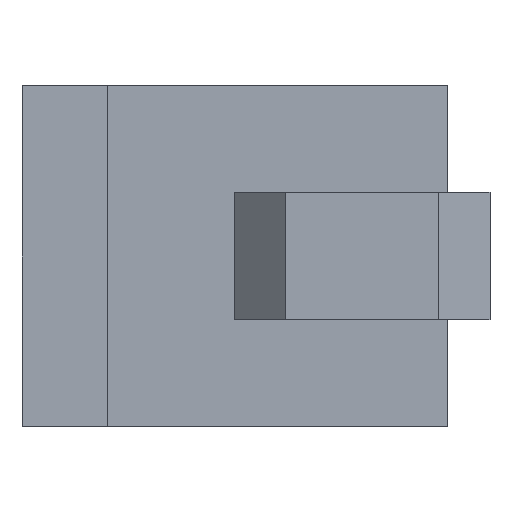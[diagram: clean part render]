
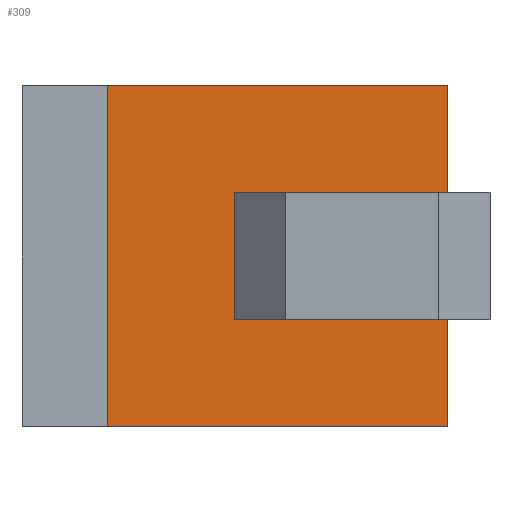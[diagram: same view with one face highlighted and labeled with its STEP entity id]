
A CAD part, front view. The second image highlights one B-rep face of the part: STEP entity #309.
In plain terms, the highlighted planar face has unit normal (0, -1, 0).
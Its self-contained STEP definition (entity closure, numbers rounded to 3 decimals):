
#107 = LINE ( 'NONE', #1933, #1788 ) ;
#309 = ADVANCED_FACE ( 'NONE', ( #4951, #1355 ), #7364, .F. ) ;
#494 = VERTEX_POINT ( 'NONE', #2360 ) ;
#564 = VECTOR ( 'NONE', #4505, 1000. ) ;
#713 = VERTEX_POINT ( 'NONE', #7123 ) ;
#748 = ORIENTED_EDGE ( 'NONE', *, *, #3900, .F. ) ;
#1028 = CARTESIAN_POINT ( 'NONE',  ( 5., 0., 10. ) ) ;
#1150 = CARTESIAN_POINT ( 'NONE',  ( 0.05, 0., 3.5 ) ) ;
#1250 = CARTESIAN_POINT ( 'NONE',  ( 5., 0., -10. ) ) ;
#1337 = ORIENTED_EDGE ( 'NONE', *, *, #4925, .T. ) ;
#1355 = FACE_OUTER_BOUND ( 'NONE', #4200, .T. ) ;
#1407 = CARTESIAN_POINT ( 'NONE',  ( 5., 0., 10. ) ) ;
#1481 = CARTESIAN_POINT ( 'NONE',  ( 4., 0., -3.5 ) ) ;
#1532 = VECTOR ( 'NONE', #4127, 1000. ) ;
#1553 = DIRECTION ( 'NONE',  ( -1., 0., 0. ) ) ;
#1597 = CIRCLE ( 'NONE', #7136, 3.95 ) ;
#1698 = VERTEX_POINT ( 'NONE', #1250 ) ;
#1713 = ORIENTED_EDGE ( 'NONE', *, *, #7231, .T. ) ;
#1788 = VECTOR ( 'NONE', #3780, 1000. ) ;
#1873 = CARTESIAN_POINT ( 'NONE',  ( 4., 0., -0.45 ) ) ;
#1923 = CIRCLE ( 'NONE', #3037, 3.95 ) ;
#1933 = CARTESIAN_POINT ( 'NONE',  ( -4., 0., 3.5 ) ) ;
#1963 = DIRECTION ( 'NONE',  ( 0., 1., 0. ) ) ;
#2127 = ORIENTED_EDGE ( 'NONE', *, *, #3217, .T. ) ;
#2360 = CARTESIAN_POINT ( 'NONE',  ( -0.05, 0., -3.5 ) ) ;
#2591 = DIRECTION ( 'NONE',  ( 1., 0., 0. ) ) ;
#2675 = DIRECTION ( 'NONE',  ( 0., 0., -1. ) ) ;
#2797 = VECTOR ( 'NONE', #5317, 1000. ) ;
#2940 = LINE ( 'NONE', #7625, #2797 ) ;
#2999 = DIRECTION ( 'NONE',  ( 0., 1., 0. ) ) ;
#3037 = AXIS2_PLACEMENT_3D ( 'NONE', #5506, #1963, #2591 ) ;
#3217 = EDGE_CURVE ( 'NONE', #4637, #4946, #7585, .T. ) ;
#3260 = DIRECTION ( 'NONE',  ( 0., 0., 1. ) ) ;
#3429 = EDGE_LOOP ( 'NONE', ( #1713, #4261, #5550, #7373, #1337, #3883 ) ) ;
#3731 = VERTEX_POINT ( 'NONE', #1150 ) ;
#3749 = DIRECTION ( 'NONE',  ( 0., 0., 1. ) ) ;
#3773 = VERTEX_POINT ( 'NONE', #7385 ) ;
#3780 = DIRECTION ( 'NONE',  ( 1., 0., 0. ) ) ;
#3798 = EDGE_CURVE ( 'NONE', #3773, #4968, #3823, .T. ) ;
#3823 = LINE ( 'NONE', #4488, #6356 ) ;
#3838 = DIRECTION ( 'NONE',  ( 0., 1., 0. ) ) ;
#3883 = ORIENTED_EDGE ( 'NONE', *, *, #4858, .T. ) ;
#3900 = EDGE_CURVE ( 'NONE', #4637, #1698, #2940, .T. ) ;
#3970 = EDGE_CURVE ( 'NONE', #4968, #3731, #107, .T. ) ;
#4127 = DIRECTION ( 'NONE',  ( -1., 0., 0. ) ) ;
#4200 = EDGE_LOOP ( 'NONE', ( #5963, #6197, #748, #2127 ) ) ;
#4261 = ORIENTED_EDGE ( 'NONE', *, *, #4657, .T. ) ;
#4419 = CARTESIAN_POINT ( 'NONE',  ( -15., 0., 10. ) ) ;
#4488 = CARTESIAN_POINT ( 'NONE',  ( -4., 0., 0.45 ) ) ;
#4505 = DIRECTION ( 'NONE',  ( -1., 0., 0. ) ) ;
#4608 = EDGE_CURVE ( 'NONE', #1698, #6427, #4708, .T. ) ;
#4637 = VERTEX_POINT ( 'NONE', #1407 ) ;
#4657 = EDGE_CURVE ( 'NONE', #494, #3773, #1923, .T. ) ;
#4708 = LINE ( 'NONE', #7038, #1532 ) ;
#4773 = DIRECTION ( 'NONE',  ( 0., 0., -1. ) ) ;
#4813 = CARTESIAN_POINT ( 'NONE',  ( -15., 0., 10. ) ) ;
#4858 = EDGE_CURVE ( 'NONE', #5701, #713, #6337, .T. ) ;
#4925 = EDGE_CURVE ( 'NONE', #3731, #5701, #1597, .T. ) ;
#4946 = VERTEX_POINT ( 'NONE', #4813 ) ;
#4951 = FACE_BOUND ( 'NONE', #3429, .T. ) ;
#4968 = VERTEX_POINT ( 'NONE', #7182 ) ;
#5001 = VECTOR ( 'NONE', #2675, 1000. ) ;
#5317 = DIRECTION ( 'NONE',  ( 0., 0., -1. ) ) ;
#5506 = CARTESIAN_POINT ( 'NONE',  ( -0.05, 0., 0.45 ) ) ;
#5550 = ORIENTED_EDGE ( 'NONE', *, *, #3798, .T. ) ;
#5701 = VERTEX_POINT ( 'NONE', #1873 ) ;
#5814 = DIRECTION ( 'NONE',  ( 1., 0., 0. ) ) ;
#5925 = CARTESIAN_POINT ( 'NONE',  ( 4., 0., -0.45 ) ) ;
#5963 = ORIENTED_EDGE ( 'NONE', *, *, #6527, .T. ) ;
#6064 = CARTESIAN_POINT ( 'NONE',  ( 5., 0., 10. ) ) ;
#6139 = CARTESIAN_POINT ( 'NONE',  ( -15., 0., -10. ) ) ;
#6187 = LINE ( 'NONE', #1481, #6493 ) ;
#6197 = ORIENTED_EDGE ( 'NONE', *, *, #4608, .F. ) ;
#6243 = AXIS2_PLACEMENT_3D ( 'NONE', #6064, #3838, #3260 ) ;
#6337 = LINE ( 'NONE', #5925, #7486 ) ;
#6356 = VECTOR ( 'NONE', #3749, 1000. ) ;
#6376 = CARTESIAN_POINT ( 'NONE',  ( 0.05, 0., -0.45 ) ) ;
#6427 = VERTEX_POINT ( 'NONE', #6139 ) ;
#6493 = VECTOR ( 'NONE', #1553, 1000. ) ;
#6527 = EDGE_CURVE ( 'NONE', #4946, #6427, #6783, .T. ) ;
#6783 = LINE ( 'NONE', #4419, #5001 ) ;
#7038 = CARTESIAN_POINT ( 'NONE',  ( 5., 0., -10. ) ) ;
#7123 = CARTESIAN_POINT ( 'NONE',  ( 4., 0., -3.5 ) ) ;
#7136 = AXIS2_PLACEMENT_3D ( 'NONE', #6376, #2999, #5814 ) ;
#7182 = CARTESIAN_POINT ( 'NONE',  ( -4., 0., 3.5 ) ) ;
#7231 = EDGE_CURVE ( 'NONE', #713, #494, #6187, .T. ) ;
#7364 = PLANE ( 'NONE',  #6243 ) ;
#7373 = ORIENTED_EDGE ( 'NONE', *, *, #3970, .T. ) ;
#7385 = CARTESIAN_POINT ( 'NONE',  ( -4., 0., 0.45 ) ) ;
#7486 = VECTOR ( 'NONE', #4773, 1000. ) ;
#7585 = LINE ( 'NONE', #1028, #564 ) ;
#7625 = CARTESIAN_POINT ( 'NONE',  ( 5., 0., 10. ) ) ;
